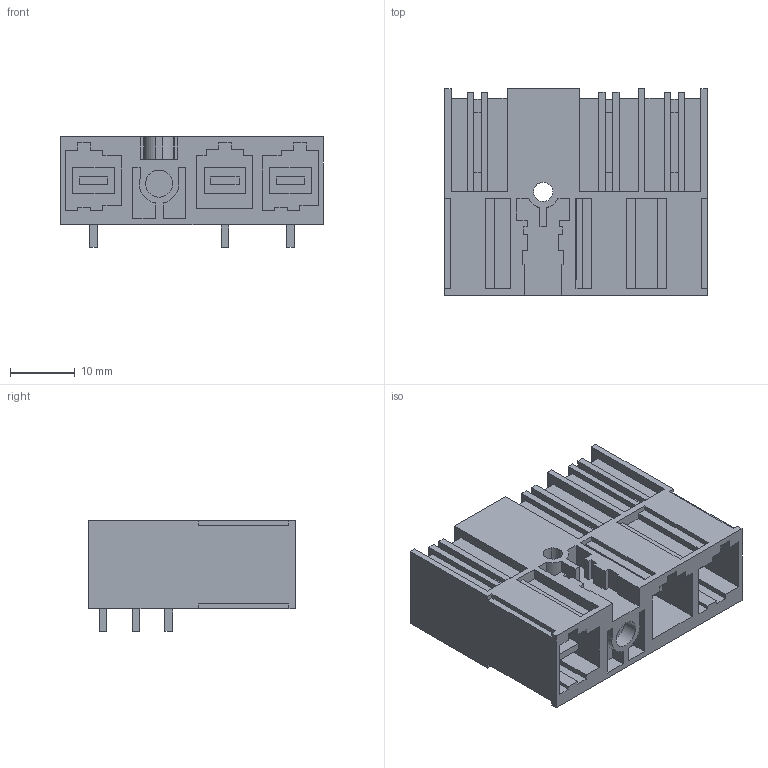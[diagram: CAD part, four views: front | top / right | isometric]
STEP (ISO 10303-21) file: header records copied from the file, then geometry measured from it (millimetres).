
FILE_DESCRIPTION(('CATIA V5 STEP Exchange','CAx-IF Rec.Pracs.--- Model Styling and Organization---1.4--- 2014-01-23'),'2;1');
FILE_NAME ('D1449469_1_1156670000_1156670000.stp','2022-07-14T09:31:05+00:00',('none'),('Weidmueller'),'CATIA Version 5-6 Release 2016 SP3 HF44','CATIA V5 STEP AP214','none');
FILE_SCHEMA(('AUTOMOTIVE_DESIGN { 1 0 10303 214 1 1 1 1 }'));
Length unit declared in the file: millimetre
Products named in the file (1): 1156670000
Bounding box: 40.64 x 32 x 17.1 mm (x, y, z)
Volume: 11768.4 mm3; surface area: 10436.3 mm2
Topology: 4 solids, 4 shells, 369 faces, 1038 edges, 693 vertices
Faces by surface type: plane 351, cylinder 18
Entity records: 11344 total; most frequent: ORIENTED_EDGE 2076, CARTESIAN_POINT 1980, DIRECTION 1500, EDGE_CURVE 1038, VECTOR 1002, LINE 1002, VERTEX_POINT 693, EDGE_LOOP 393
